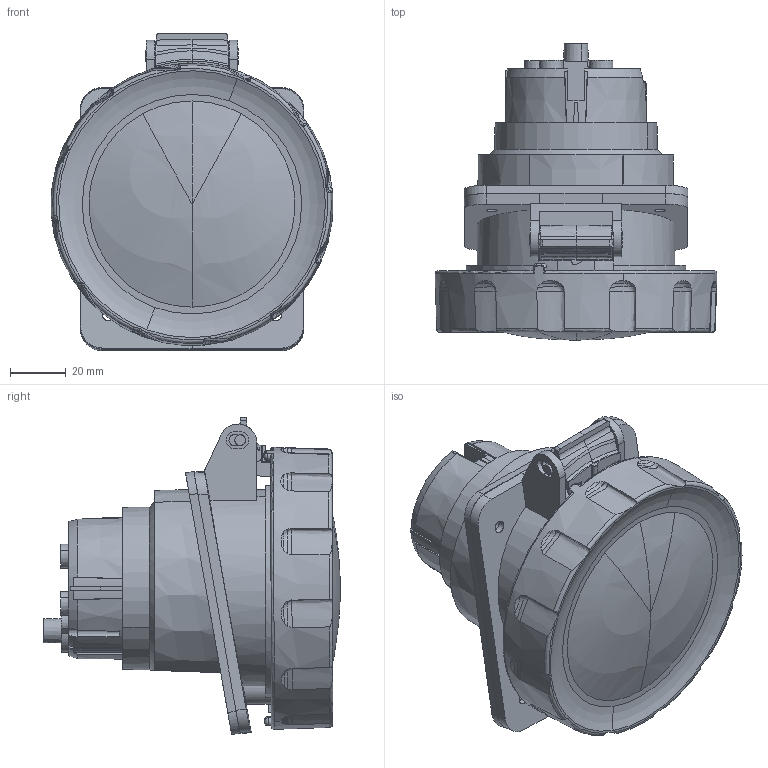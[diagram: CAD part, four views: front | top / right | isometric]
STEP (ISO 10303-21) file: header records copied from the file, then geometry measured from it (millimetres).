
FILE_DESCRIPTION((''),'2;1');
FILE_NAME('GW62243H_SW0001','2020-07-21T14:33:59',('ns3'),('Technoprobe spa'),'CREO PARAMETRIC BY PTC INC, 2019471','CREO PARAMETRIC BY PTC INC, 2019471','');
FILE_SCHEMA(('CONFIG_CONTROL_DESIGN'));
Length unit declared in the file: millimetre
Products named in the file (1): GW62243H_SW0001
Bounding box: 100.74 x 105.99 x 113.44 mm (x, y, z)
Volume: 423940.4 mm3; surface area: 53210.7 mm2
Topology: 1 solids, 1 shells, 391 faces, 1169 edges, 793 vertices
Faces by surface type: plane 148, bspline 84, cylinder 66, cone 65, torus 20, sphere 4, extrusion 4
Entity records: 18260 total; most frequent: CARTESIAN_POINT 8656, ORIENTED_EDGE 2328, DIRECTION 1539, EDGE_CURVE 1164, VERTEX_POINT 793, AXIS2_PLACEMENT_3D 578, B_SPLINE_CURVE_WITH_KNOTS 514, EDGE_LOOP 421
